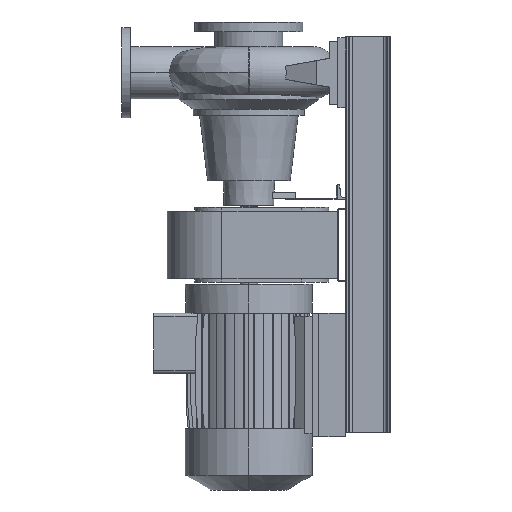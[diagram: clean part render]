
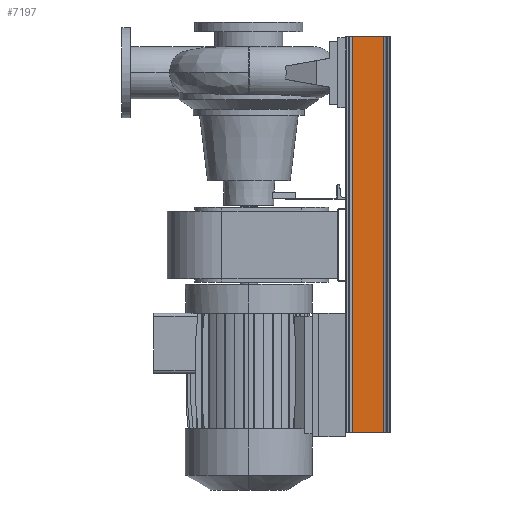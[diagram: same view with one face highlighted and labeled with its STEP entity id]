
A CAD part, left-side view. The second image highlights one B-rep face of the part: STEP entity #7197.
In plain terms, the highlighted face is planar.
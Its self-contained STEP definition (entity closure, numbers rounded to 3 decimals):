
#1387 = DIRECTION ( 'NONE',  ( -1., 0., 0. ) ) ;
#1588 = LINE ( 'NONE', #10464, #2647 ) ;
#1936 = VERTEX_POINT ( 'NONE', #6237 ) ;
#2133 = VERTEX_POINT ( 'NONE', #2873 ) ;
#2456 = VECTOR ( 'NONE', #1387, 1000. ) ;
#2616 = CARTESIAN_POINT ( 'NONE',  ( 625., 118.922, -187. ) ) ;
#2647 = VECTOR ( 'NONE', #12872, 1000. ) ;
#2873 = CARTESIAN_POINT ( 'NONE',  ( 625., 118.922, -187. ) ) ;
#3234 = ORIENTED_EDGE ( 'NONE', *, *, #22939, .T. ) ;
#4772 = DIRECTION ( 'NONE',  ( 0., 1., 0. ) ) ;
#4845 = LINE ( 'NONE', #15539, #20820 ) ;
#6237 = CARTESIAN_POINT ( 'NONE',  ( -625., 118.922, -187. ) ) ;
#6612 = EDGE_CURVE ( 'NONE', #21676, #2133, #19076, .T. ) ;
#7092 = ORIENTED_EDGE ( 'NONE', *, *, #6612, .F. ) ;
#7197 = ADVANCED_FACE ( 'NONE', ( #21709 ), #14369, .F. ) ;
#7337 = VECTOR ( 'NONE', #4772, 1000. ) ;
#7402 = CARTESIAN_POINT ( 'NONE',  ( 625., 118.922, -187. ) ) ;
#9997 = ORIENTED_EDGE ( 'NONE', *, *, #14547, .F. ) ;
#10052 = LINE ( 'NONE', #22807, #2456 ) ;
#10207 = ORIENTED_EDGE ( 'NONE', *, *, #21417, .T. ) ;
#10315 = CARTESIAN_POINT ( 'NONE',  ( -625., 21.078, -187. ) ) ;
#10464 = CARTESIAN_POINT ( 'NONE',  ( 625., 118.922, -187. ) ) ;
#10735 = CARTESIAN_POINT ( 'NONE',  ( 625., 21.078, -187. ) ) ;
#10796 = AXIS2_PLACEMENT_3D ( 'NONE', #7402, #18579, #21941 ) ;
#12872 = DIRECTION ( 'NONE',  ( -1., 0., 0. ) ) ;
#13845 = DIRECTION ( 'NONE',  ( 0., 1., 0. ) ) ;
#14369 = PLANE ( 'NONE',  #10796 ) ;
#14547 = EDGE_CURVE ( 'NONE', #2133, #1936, #1588, .T. ) ;
#15539 = CARTESIAN_POINT ( 'NONE',  ( -625., 118.922, -187. ) ) ;
#18579 = DIRECTION ( 'NONE',  ( 0., 0., 1. ) ) ;
#19076 = LINE ( 'NONE', #2616, #7337 ) ;
#20820 = VECTOR ( 'NONE', #13845, 1000. ) ;
#21417 = EDGE_CURVE ( 'NONE', #22480, #1936, #4845, .T. ) ;
#21489 = EDGE_LOOP ( 'NONE', ( #10207, #9997, #7092, #3234 ) ) ;
#21676 = VERTEX_POINT ( 'NONE', #10735 ) ;
#21709 = FACE_OUTER_BOUND ( 'NONE', #21489, .T. ) ;
#21941 = DIRECTION ( 'NONE',  ( 1., 0., 0. ) ) ;
#22480 = VERTEX_POINT ( 'NONE', #10315 ) ;
#22807 = CARTESIAN_POINT ( 'NONE',  ( 625., 21.078, -187. ) ) ;
#22939 = EDGE_CURVE ( 'NONE', #21676, #22480, #10052, .T. ) ;
